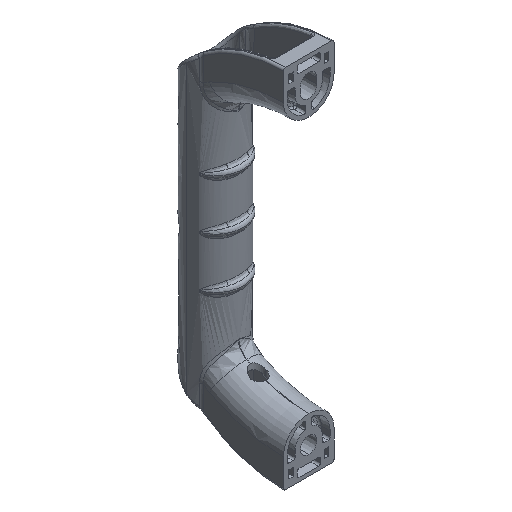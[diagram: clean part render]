
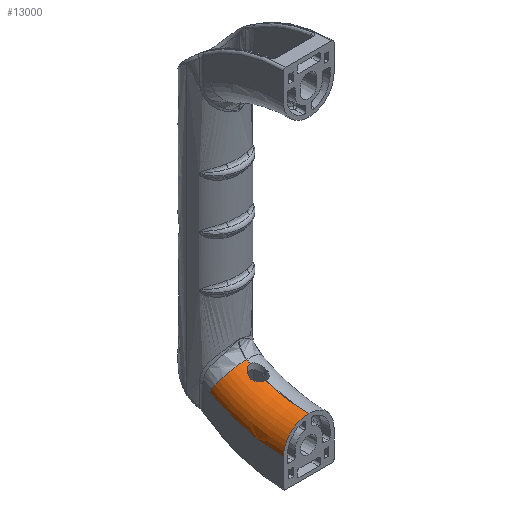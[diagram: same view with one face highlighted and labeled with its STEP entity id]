
A CAD part, isometric view. The second image highlights one B-rep face of the part: STEP entity #13000.
In plain terms, the highlighted toroidal (fillet/blend) face has major radius 78.9 mm and minor radius 12.9 mm.
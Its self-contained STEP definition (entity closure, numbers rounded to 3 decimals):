
#8 = CARTESIAN_POINT ( 'NONE',  ( -3.084, -24.56, -62.071 ) ) ;
#250 = CARTESIAN_POINT ( 'NONE',  ( -0.1, -48., 0. ) ) ;
#281 = CARTESIAN_POINT ( 'NONE',  ( -2.579, -18.932, -59.52 ) ) ;
#305 = B_SPLINE_CURVE_WITH_KNOTS ( 'NONE', 3,
 ( #10815, #5383, #1059, #4350, #11911, #5427, #12999, #6529, #8, #7612, #1107, #8700, #2198, #9786, #3298, #10863, #4392, #11955 ),
 .UNSPECIFIED., .F., .F.,
 ( 4, 2, 2, 2, 2, 2, 2, 2, 4 ),
 ( 0.007, 0.007, 0.008, 0.009, 0.01, 0.011, 0.011, 0.012, 0.013 ),
 .UNSPECIFIED. ) ;
#752 = AXIS2_PLACEMENT_3D ( 'NONE', #9121, #11236, #2618 ) ;
#783 = EDGE_CURVE ( 'NONE', #9126, #4249, #10386, .T. ) ;
#792 = DIRECTION ( 'NONE',  ( 0., -1., 0. ) ) ;
#1059 = CARTESIAN_POINT ( 'NONE',  ( -3.978, -22.488, -61.517 ) ) ;
#1107 = CARTESIAN_POINT ( 'NONE',  ( -2.524, -25.114, -62.148 ) ) ;
#1358 = DIRECTION ( 'NONE',  ( 0., 0., -1. ) ) ;
#1392 = CARTESIAN_POINT ( 'NONE',  ( -3.103, -19.463, -59.904 ) ) ;
#1551 = CARTESIAN_POINT ( 'NONE',  ( -13., -48., 0. ) ) ;
#1812 = AXIS2_PLACEMENT_3D ( 'NONE', #7298, #792, #8378 ) ;
#2063 = CARTESIAN_POINT ( 'NONE',  ( -13., -48., -78.9 ) ) ;
#2198 = CARTESIAN_POINT ( 'NONE',  ( -1.87, -25.546, -62.19 ) ) ;
#2358 = TOROIDAL_SURFACE ( 'NONE', #752, 78.9, 12.9 ) ;
#2379 = AXIS2_PLACEMENT_3D ( 'NONE', #9767, #3277, #10847 ) ;
#2401 = CARTESIAN_POINT ( 'NONE',  ( -0.1, -48., -66. ) ) ;
#2467 = CARTESIAN_POINT ( 'NONE',  ( -3.517, -20.079, -60.311 ) ) ;
#2618 = DIRECTION ( 'NONE',  ( 0., 0., -1. ) ) ;
#2631 = DIRECTION ( 'NONE',  ( 0., 0., -1. ) ) ;
#2666 = EDGE_CURVE ( 'NONE', #4249, #3143, #2994, .T. ) ;
#2994 = CIRCLE ( 'NONE', #1812, 12.9 ) ;
#3143 = VERTEX_POINT ( 'NONE', #2063 ) ;
#3199 = CARTESIAN_POINT ( 'NONE',  ( -13., -9.91, -69.097 ) ) ;
#3277 = DIRECTION ( 'NONE',  ( 0., 0.876, 0.483 ) ) ;
#3298 = CARTESIAN_POINT ( 'NONE',  ( -1.139, -25.843, -62.212 ) ) ;
#3341 = VERTEX_POINT ( 'NONE', #13320 ) ;
#3485 = CARTESIAN_POINT ( 'NONE',  ( -0.384, -18.008, -58.792 ) ) ;
#3583 = CARTESIAN_POINT ( 'NONE',  ( -3.81, -20.756, -60.713 ) ) ;
#3816 = ORIENTED_EDGE ( 'NONE', *, *, #7393, .F. ) ;
#4249 = VERTEX_POINT ( 'NONE', #2401 ) ;
#4350 = CARTESIAN_POINT ( 'NONE',  ( -3.887, -22.975, -61.686 ) ) ;
#4392 = CARTESIAN_POINT ( 'NONE',  ( -0.365, -25.992, -62.223 ) ) ;
#4397 = CARTESIAN_POINT ( 'NONE',  ( -0.1, -18.001, -58.788 ) ) ;
#4520 = EDGE_CURVE ( 'NONE', #11805, #9126, #305, .T. ) ;
#4556 = CARTESIAN_POINT ( 'NONE',  ( -4., -22., -61.319 ) ) ;
#4626 = CARTESIAN_POINT ( 'NONE',  ( -0.66, -18.045, -58.821 ) ) ;
#4668 = CARTESIAN_POINT ( 'NONE',  ( -3.975, -21.491, -61.093 ) ) ;
#5142 = AXIS2_PLACEMENT_3D ( 'NONE', #250, #7861, #1358 ) ;
#5151 = EDGE_CURVE ( 'NONE', #9904, #3341, #13585, .T. ) ;
#5383 = CARTESIAN_POINT ( 'NONE',  ( -4., -22.24, -61.421 ) ) ;
#5427 = CARTESIAN_POINT ( 'NONE',  ( -3.636, -23.686, -61.889 ) ) ;
#5584 = DIRECTION ( 'NONE',  ( -1., 0., 0. ) ) ;
#5697 = CARTESIAN_POINT ( 'NONE',  ( -1.458, -18.266, -59. ) ) ;
#5749 = CARTESIAN_POINT ( 'NONE',  ( -4., -22., -61.319 ) ) ;
#6529 = CARTESIAN_POINT ( 'NONE',  ( -3.243, -24.356, -62.035 ) ) ;
#6807 = CARTESIAN_POINT ( 'NONE',  ( -2.166, -18.627, -59.288 ) ) ;
#6975 = ORIENTED_EDGE ( 'NONE', *, *, #11947, .F. ) ;
#7298 = CARTESIAN_POINT ( 'NONE',  ( -0.1, -48., -78.9 ) ) ;
#7393 = EDGE_CURVE ( 'NONE', #3341, #7736, #12536, .T. ) ;
#7612 = CARTESIAN_POINT ( 'NONE',  ( -2.725, -24.94, -62.127 ) ) ;
#7736 = VERTEX_POINT ( 'NONE', #4397 ) ;
#7861 = DIRECTION ( 'NONE',  ( -1., 0., 0. ) ) ;
#7890 = CARTESIAN_POINT ( 'NONE',  ( -2.765, -19.099, -59.644 ) ) ;
#8259 = ORIENTED_EDGE ( 'NONE', *, *, #783, .F. ) ;
#8378 = DIRECTION ( 'NONE',  ( 0., 0., 1. ) ) ;
#8700 = CARTESIAN_POINT ( 'NONE',  ( -2.098, -25.415, -62.18 ) ) ;
#8837 = CARTESIAN_POINT ( 'NONE',  ( -0.1, -25.999, -62.225 ) ) ;
#8934 = ORIENTED_EDGE ( 'NONE', *, *, #2666, .F. ) ;
#8970 = ORIENTED_EDGE ( 'NONE', *, *, #10031, .F. ) ;
#8972 = CARTESIAN_POINT ( 'NONE',  ( -3.255, -19.662, -60.04 ) ) ;
#9121 = CARTESIAN_POINT ( 'NONE',  ( -0.1, -48., 0. ) ) ;
#9126 = VERTEX_POINT ( 'NONE', #8837 ) ;
#9131 = DIRECTION ( 'NONE',  ( 1., 0., 0. ) ) ;
#9175 = EDGE_LOOP ( 'NONE', ( #8970, #3816, #10133, #6975, #8934, #8259, #12643 ) ) ;
#9767 = CARTESIAN_POINT ( 'NONE',  ( -0.1, -9.91, -69.097 ) ) ;
#9786 = CARTESIAN_POINT ( 'NONE',  ( -1.387, -25.761, -62.206 ) ) ;
#9904 = VERTEX_POINT ( 'NONE', #3199 ) ;
#10012 = CARTESIAN_POINT ( 'NONE',  ( -0.1, -18.001, -58.788 ) ) ;
#10031 = EDGE_CURVE ( 'NONE', #7736, #11805, #11246, .T. ) ;
#10060 = CARTESIAN_POINT ( 'NONE',  ( -3.628, -20.297, -60.446 ) ) ;
#10133 = ORIENTED_EDGE ( 'NONE', *, *, #5151, .F. ) ;
#10386 = CIRCLE ( 'NONE', #11405, 66. ) ;
#10815 = CARTESIAN_POINT ( 'NONE',  ( -4., -22., -61.319 ) ) ;
#10847 = DIRECTION ( 'NONE',  ( 0., -0.483, 0.876 ) ) ;
#10863 = CARTESIAN_POINT ( 'NONE',  ( -0.628, -25.959, -62.22 ) ) ;
#11136 = CARTESIAN_POINT ( 'NONE',  ( -3.881, -20.999, -60.845 ) ) ;
#11236 = DIRECTION ( 'NONE',  ( 1., 0., 0. ) ) ;
#11246 = B_SPLINE_CURVE_WITH_KNOTS ( 'NONE', 3,
 ( #10012, #3485, #4626, #12186, #5697, #13272, #6807, #281, #7890, #1392, #8972, #2467, #10060, #3583, #11136, #4668, #12233, #5749 ),
 .UNSPECIFIED., .F., .F.,
 ( 4, 2, 2, 2, 2, 2, 2, 2, 4 ),
 ( 0., 0.001, 0.002, 0.003, 0.003, 0.004, 0.005, 0.006, 0.007 ),
 .UNSPECIFIED. ) ;
#11405 = AXIS2_PLACEMENT_3D ( 'NONE', #12064, #5584, #13156 ) ;
#11545 = CIRCLE ( 'NONE', #13451, 78.9 ) ;
#11805 = VERTEX_POINT ( 'NONE', #4556 ) ;
#11911 = CARTESIAN_POINT ( 'NONE',  ( -3.819, -23.215, -61.76 ) ) ;
#11947 = EDGE_CURVE ( 'NONE', #3143, #9904, #11545, .T. ) ;
#11955 = CARTESIAN_POINT ( 'NONE',  ( -0.1, -25.999, -62.225 ) ) ;
#12064 = CARTESIAN_POINT ( 'NONE',  ( -0.1, -48., 0. ) ) ;
#12186 = CARTESIAN_POINT ( 'NONE',  ( -1.197, -18.173, -58.925 ) ) ;
#12233 = CARTESIAN_POINT ( 'NONE',  ( -4., -21.743, -61.21 ) ) ;
#12536 = CIRCLE ( 'NONE', #5142, 66. ) ;
#12643 = ORIENTED_EDGE ( 'NONE', *, *, #4520, .F. ) ;
#12999 = CARTESIAN_POINT ( 'NONE',  ( -3.519, -23.919, -61.945 ) ) ;
#13000 = ADVANCED_FACE ( 'NONE', ( #13909 ), #2358, .T. ) ;
#13156 = DIRECTION ( 'NONE',  ( 0., 0., -1. ) ) ;
#13272 = CARTESIAN_POINT ( 'NONE',  ( -1.939, -18.491, -59.181 ) ) ;
#13320 = CARTESIAN_POINT ( 'NONE',  ( -0.1, -16.138, -57.8 ) ) ;
#13451 = AXIS2_PLACEMENT_3D ( 'NONE', #1551, #9131, #2631 ) ;
#13585 = CIRCLE ( 'NONE', #2379, 12.9 ) ;
#13909 = FACE_OUTER_BOUND ( 'NONE', #9175, .T. ) ;
